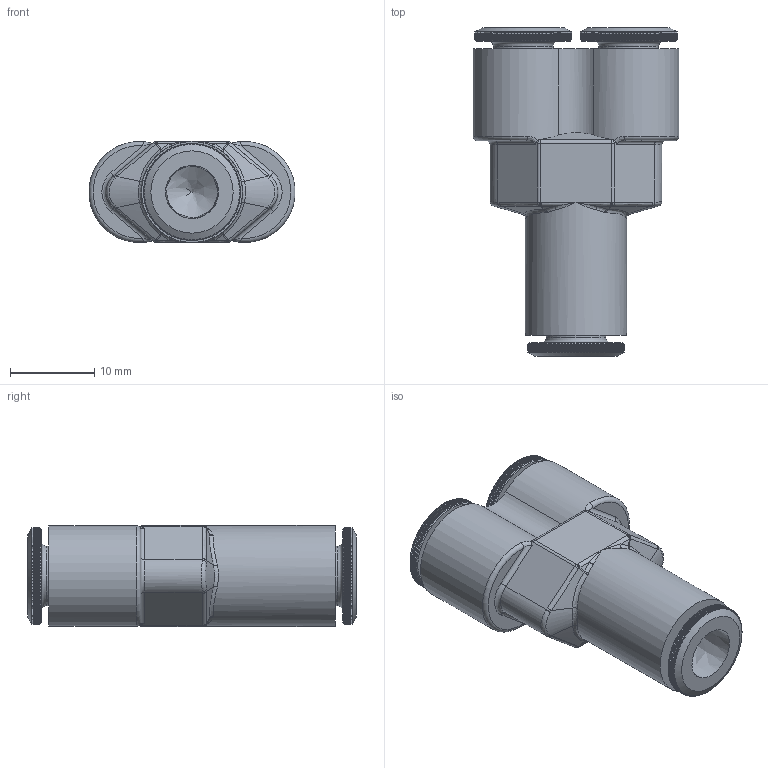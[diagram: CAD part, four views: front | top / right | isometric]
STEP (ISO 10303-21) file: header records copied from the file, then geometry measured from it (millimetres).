
FILE_DESCRIPTION((''),'2;1');
FILE_NAME('Y_Anschluss fuer 6er Schlauch A27005041.stp','2006-03-02T08:57:04',('ScheitB'),(''),'Autodesk Inventor 10','Autodesk Inventor 10','');
FILE_SCHEMA(('AUTOMOTIVE_DESIGN { 1 0 10303 214 1 1 1 1 }'));
Length unit declared in the file: millimetre
Products named in the file (1): anyps01a
Bounding box: 24.45 x 39 x 12 mm (x, y, z)
Volume: 4369.7 mm3; surface area: 4018.8 mm2
Topology: 1 solids, 1 shells, 1922 faces, 5693 edges, 3761 vertices
Faces by surface type: plane 1218, cylinder 621, bspline 65, sphere 10, cone 6, torus 2
Full cylindrical faces by diameter (mm): 7.1 x3, 12 x1
Entity records: 65158 total; most frequent: CARTESIAN_POINT 20290, ORIENTED_EDGE 11300, DIRECTION 8163, EDGE_CURVE 5650, VERTEX_POINT 3751, AXIS2_PLACEMENT_3D 3163, EDGE_LOOP 1947, FACE_OUTER_BOUND 1922
